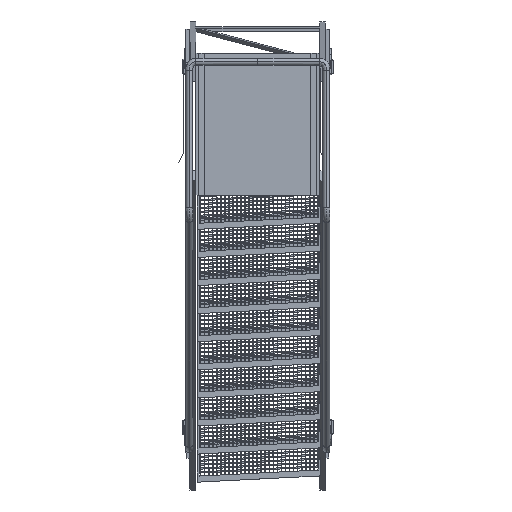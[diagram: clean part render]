
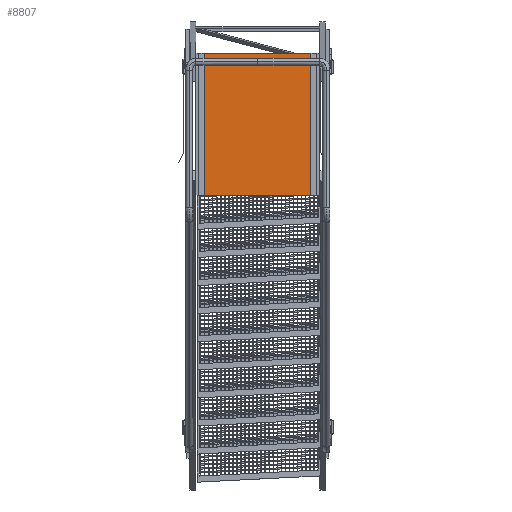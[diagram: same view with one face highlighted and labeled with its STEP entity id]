
A CAD part, top view. The second image highlights one B-rep face of the part: STEP entity #8807.
In plain terms, the highlighted planar face has unit normal (0, 0, 1).
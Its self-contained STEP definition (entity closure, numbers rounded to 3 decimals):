
#5213=B_SPLINE_CURVE_WITH_KNOTS('',1,(#60054,#60055),.UNSPECIFIED.,.F.,
 .F.,(2,2),(0.,1.133),.UNSPECIFIED.);
#5217=B_SPLINE_CURVE_WITH_KNOTS('',1,(#60062,#60063),.UNSPECIFIED.,.F.,
 .F.,(2,2),(1.133,2.016),.UNSPECIFIED.);
#5220=B_SPLINE_CURVE_WITH_KNOTS('',1,(#60068,#60069),.UNSPECIFIED.,.F.,
 .F.,(2,2),(2.016,3.149),.UNSPECIFIED.);
#5223=B_SPLINE_CURVE_WITH_KNOTS('',1,(#60074,#60075),.UNSPECIFIED.,.F.,
 .F.,(2,2),(3.149,4.031),.UNSPECIFIED.);
#8807=ADVANCED_FACE('',(#11479),#36619,.T.);
#11479=FACE_OUTER_BOUND('',#14179,.T.);
#14179=EDGE_LOOP('',(#24801,#24802,#24803,#24804));
#24801=ORIENTED_EDGE('',*,*,#30217,.F.);
#24802=ORIENTED_EDGE('',*,*,#30214,.F.);
#24803=ORIENTED_EDGE('',*,*,#30211,.F.);
#24804=ORIENTED_EDGE('',*,*,#30207,.F.);
#30207=EDGE_CURVE('',#34019,#34020,#5213,.T.);
#30211=EDGE_CURVE('',#34020,#34023,#5217,.T.);
#30214=EDGE_CURVE('',#34023,#34025,#5220,.T.);
#30217=EDGE_CURVE('',#34025,#34019,#5223,.T.);
#34019=VERTEX_POINT('',#60046);
#34020=VERTEX_POINT('',#60047);
#34023=VERTEX_POINT('',#60050);
#34025=VERTEX_POINT('',#60052);
#36619=PLANE('',#39429);
#39429=AXIS2_PLACEMENT_3D('',#60044,#42088,$);
#42088=DIRECTION('',(0.,0.,1.));
#60044=CARTESIAN_POINT('',(0.119,-1.441,3.196));
#60046=CARTESIAN_POINT('',(0.119,-1.441,3.196));
#60047=CARTESIAN_POINT('',(0.119,-0.263,3.196));
#60050=CARTESIAN_POINT('',(1.001,-0.263,3.196));
#60052=CARTESIAN_POINT('',(1.001,-1.441,3.196));
#60054=CARTESIAN_POINT('',(0.119,-1.441,3.196));
#60055=CARTESIAN_POINT('',(0.119,-0.263,3.196));
#60062=CARTESIAN_POINT('',(0.119,-0.263,3.196));
#60063=CARTESIAN_POINT('',(1.001,-0.263,3.196));
#60068=CARTESIAN_POINT('',(1.001,-0.263,3.196));
#60069=CARTESIAN_POINT('',(1.001,-1.441,3.196));
#60074=CARTESIAN_POINT('',(1.001,-1.441,3.196));
#60075=CARTESIAN_POINT('',(0.119,-1.441,3.196));
